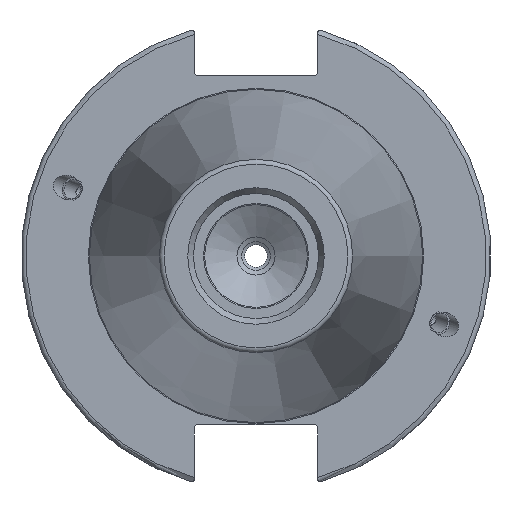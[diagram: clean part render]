
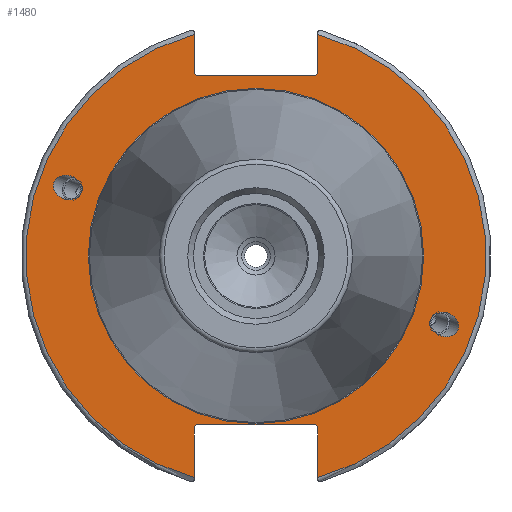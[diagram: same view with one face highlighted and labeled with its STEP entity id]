
A CAD part, left-side view. The second image highlights one B-rep face of the part: STEP entity #1480.
In plain terms, the highlighted planar face has unit normal (-1, 0, 0).
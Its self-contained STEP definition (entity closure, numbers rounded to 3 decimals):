
#31=ELLIPSE('',#1594,3.052,2.5);
#32=ELLIPSE('',#1628,3.052,2.5);
#110=FACE_BOUND('',#492,.T.);
#111=FACE_BOUND('',#493,.T.);
#112=FACE_BOUND('',#494,.T.);
#126=PLANE('',#1638);
#198=LINE('',#2752,#292);
#199=LINE('',#2754,#293);
#200=LINE('',#2756,#294);
#201=LINE('',#2758,#295);
#202=LINE('',#2760,#296);
#203=LINE('',#2764,#297);
#204=LINE('',#2766,#298);
#205=LINE('',#2768,#299);
#206=LINE('',#2770,#300);
#207=LINE('',#2771,#301);
#292=VECTOR('',#1941,10.);
#293=VECTOR('',#1942,10.);
#294=VECTOR('',#1943,10.);
#295=VECTOR('',#1944,10.);
#296=VECTOR('',#1945,10.);
#297=VECTOR('',#1948,10.);
#298=VECTOR('',#1949,10.);
#299=VECTOR('',#1950,10.);
#300=VECTOR('',#1951,10.);
#301=VECTOR('',#1952,10.);
#394=FACE_OUTER_BOUND('',#491,.T.);
#491=EDGE_LOOP('',(#1193,#1194,#1195,#1196,#1197,#1198,#1199,#1200,#1201,
#1202,#1203,#1204));
#492=EDGE_LOOP('',(#1205));
#493=EDGE_LOOP('',(#1206));
#494=EDGE_LOOP('',(#1207));
#588=CIRCLE('',#1636,35.125);
#590=CIRCLE('',#1639,48.213);
#591=CIRCLE('',#1640,48.213);
#666=VERTEX_POINT('',#2469);
#704=VERTEX_POINT('',#2728);
#709=VERTEX_POINT('',#2743);
#710=VERTEX_POINT('',#2748);
#711=VERTEX_POINT('',#2749);
#712=VERTEX_POINT('',#2751);
#713=VERTEX_POINT('',#2753);
#714=VERTEX_POINT('',#2755);
#715=VERTEX_POINT('',#2757);
#716=VERTEX_POINT('',#2759);
#717=VERTEX_POINT('',#2761);
#718=VERTEX_POINT('',#2763);
#719=VERTEX_POINT('',#2765);
#720=VERTEX_POINT('',#2767);
#721=VERTEX_POINT('',#2769);
#830=EDGE_CURVE('',#666,#666,#31,.T.);
#881=EDGE_CURVE('',#704,#704,#32,.T.);
#888=EDGE_CURVE('',#709,#709,#588,.T.);
#890=EDGE_CURVE('',#710,#711,#590,.T.);
#891=EDGE_CURVE('',#710,#712,#198,.T.);
#892=EDGE_CURVE('',#713,#712,#199,.T.);
#893=EDGE_CURVE('',#713,#714,#200,.T.);
#894=EDGE_CURVE('',#715,#714,#201,.T.);
#895=EDGE_CURVE('',#715,#716,#202,.T.);
#896=EDGE_CURVE('',#717,#716,#591,.T.);
#897=EDGE_CURVE('',#717,#718,#203,.T.);
#898=EDGE_CURVE('',#719,#718,#204,.T.);
#899=EDGE_CURVE('',#719,#720,#205,.T.);
#900=EDGE_CURVE('',#721,#720,#206,.T.);
#901=EDGE_CURVE('',#721,#711,#207,.T.);
#1193=ORIENTED_EDGE('',*,*,#890,.F.);
#1194=ORIENTED_EDGE('',*,*,#891,.T.);
#1195=ORIENTED_EDGE('',*,*,#892,.F.);
#1196=ORIENTED_EDGE('',*,*,#893,.T.);
#1197=ORIENTED_EDGE('',*,*,#894,.F.);
#1198=ORIENTED_EDGE('',*,*,#895,.T.);
#1199=ORIENTED_EDGE('',*,*,#896,.F.);
#1200=ORIENTED_EDGE('',*,*,#897,.T.);
#1201=ORIENTED_EDGE('',*,*,#898,.F.);
#1202=ORIENTED_EDGE('',*,*,#899,.T.);
#1203=ORIENTED_EDGE('',*,*,#900,.F.);
#1204=ORIENTED_EDGE('',*,*,#901,.T.);
#1205=ORIENTED_EDGE('',*,*,#830,.T.);
#1206=ORIENTED_EDGE('',*,*,#881,.T.);
#1207=ORIENTED_EDGE('',*,*,#888,.F.);
#1480=ADVANCED_FACE('',(#394,#110,#111,#112),#126,.T.);
#1594=AXIS2_PLACEMENT_3D('',#2471,#1831,#1832);
#1628=AXIS2_PLACEMENT_3D('',#2730,#1915,#1916);
#1636=AXIS2_PLACEMENT_3D('',#2745,#1933,#1934);
#1638=AXIS2_PLACEMENT_3D('',#2747,#1937,#1938);
#1639=AXIS2_PLACEMENT_3D('',#2750,#1939,#1940);
#1640=AXIS2_PLACEMENT_3D('',#2762,#1946,#1947);
#1831=DIRECTION('center_axis',(1.,0.,0.));
#1832=DIRECTION('ref_axis',(0.,-0.94,-0.342));
#1915=DIRECTION('center_axis',(1.,0.,0.));
#1916=DIRECTION('ref_axis',(0.,0.94,0.342));
#1933=DIRECTION('center_axis',(-1.,0.,0.));
#1934=DIRECTION('ref_axis',(0.,-1.,0.));
#1937=DIRECTION('center_axis',(-1.,0.,0.));
#1938=DIRECTION('ref_axis',(0.,0.,1.));
#1939=DIRECTION('center_axis',(1.,0.,0.));
#1940=DIRECTION('ref_axis',(0.,-1.,0.));
#1941=DIRECTION('',(0.,0.,-1.));
#1942=DIRECTION('',(0.,-0.707,0.707));
#1943=DIRECTION('',(0.,1.,0.));
#1944=DIRECTION('',(0.,-0.707,-0.707));
#1945=DIRECTION('',(0.,0.,1.));
#1946=DIRECTION('center_axis',(1.,0.,0.));
#1947=DIRECTION('ref_axis',(0.,1.,0.));
#1948=DIRECTION('',(0.,0.,1.));
#1949=DIRECTION('',(0.,0.707,-0.707));
#1950=DIRECTION('',(0.,-1.,0.));
#1951=DIRECTION('',(0.,0.707,0.707));
#1952=DIRECTION('',(0.,0.,-1.));
#2469=CARTESIAN_POINT('',(3.175,-36.599,-13.321));
#2471=CARTESIAN_POINT('Origin',(3.175,-39.467,-14.365));
#2728=CARTESIAN_POINT('',(3.175,36.599,13.321));
#2730=CARTESIAN_POINT('Origin',(3.175,39.467,14.365));
#2743=CARTESIAN_POINT('',(3.175,0.,35.125));
#2745=CARTESIAN_POINT('Origin',(3.175,0.,0.));
#2747=CARTESIAN_POINT('Origin',(3.175,49.213,0.));
#2748=CARTESIAN_POINT('',(3.175,-12.95,46.441));
#2749=CARTESIAN_POINT('',(3.175,-12.95,-46.441));
#2750=CARTESIAN_POINT('Origin',(3.175,0.,0.));
#2751=CARTESIAN_POINT('',(3.175,-12.95,38.219));
#2752=CARTESIAN_POINT('',(3.175,-12.95,18.86));
#2753=CARTESIAN_POINT('',(3.175,-12.45,37.719));
#2754=CARTESIAN_POINT('',(3.175,12.27,12.999));
#2755=CARTESIAN_POINT('',(3.175,12.45,37.719));
#2756=CARTESIAN_POINT('',(3.175,24.606,37.719));
#2757=CARTESIAN_POINT('',(3.175,12.95,38.219));
#2758=CARTESIAN_POINT('',(3.175,12.336,37.605));
#2759=CARTESIAN_POINT('',(3.175,12.95,46.441));
#2760=CARTESIAN_POINT('',(3.175,12.95,18.86));
#2761=CARTESIAN_POINT('',(3.175,12.95,-46.441));
#2762=CARTESIAN_POINT('Origin',(3.175,0.,0.));
#2763=CARTESIAN_POINT('',(3.175,12.95,-35.806));
#2764=CARTESIAN_POINT('',(3.175,12.95,-17.653));
#2765=CARTESIAN_POINT('',(3.175,12.45,-35.306));
#2766=CARTESIAN_POINT('',(3.175,12.939,-35.795));
#2767=CARTESIAN_POINT('',(3.175,-12.45,-35.306));
#2768=CARTESIAN_POINT('',(3.175,24.606,-35.306));
#2769=CARTESIAN_POINT('',(3.175,-12.95,-35.806));
#2770=CARTESIAN_POINT('',(3.175,11.667,-11.189));
#2771=CARTESIAN_POINT('',(3.175,-12.95,-17.653));
